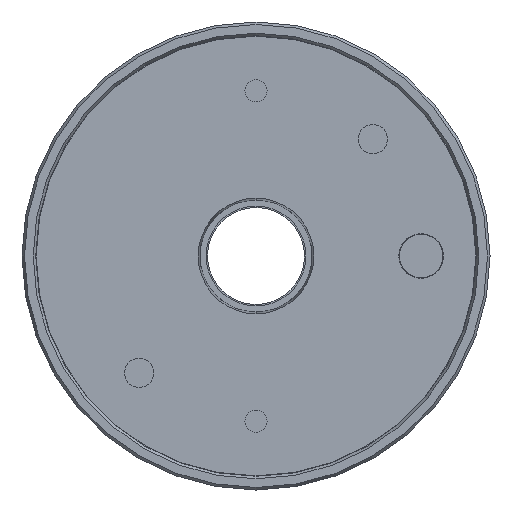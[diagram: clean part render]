
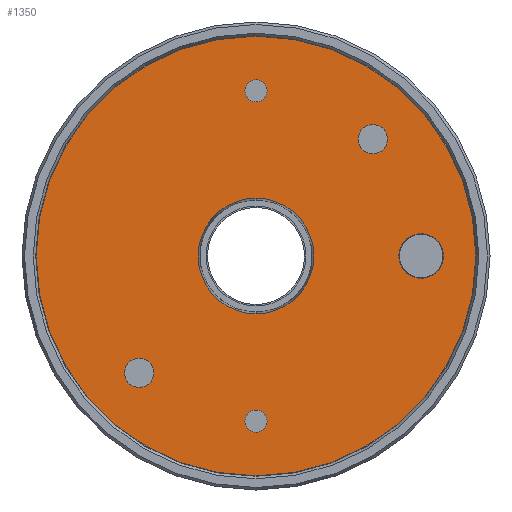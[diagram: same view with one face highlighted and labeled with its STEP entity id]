
A CAD part, front view. The second image highlights one B-rep face of the part: STEP entity #1350.
In plain terms, the highlighted planar face has unit normal (0, -1, 0).
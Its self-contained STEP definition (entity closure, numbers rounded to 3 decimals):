
#69 = FACE_BOUND ( 'NONE', #1578, .T. ) ;
#112 = AXIS2_PLACEMENT_3D ( 'NONE', #491, #299, #2012 ) ;
#161 = CARTESIAN_POINT ( 'NONE',  ( 0., 0., -38.1 ) ) ;
#162 = CARTESIAN_POINT ( 'NONE',  ( -26.941, 0., -30.314 ) ) ;
#184 = CARTESIAN_POINT ( 'NONE',  ( 38.1, 0., -5.144 ) ) ;
#218 = ORIENTED_EDGE ( 'NONE', *, *, #1593, .F. ) ;
#230 = FACE_BOUND ( 'NONE', #738, .T. ) ;
#275 = DIRECTION ( 'NONE',  ( 0., 0., 1. ) ) ;
#299 = DIRECTION ( 'NONE',  ( 0., -1., 0. ) ) ;
#335 = DIRECTION ( 'NONE',  ( 0., 0., -1. ) ) ;
#418 = EDGE_LOOP ( 'NONE', ( #1502 ) ) ;
#465 = CARTESIAN_POINT ( 'NONE',  ( 0., 0., 0. ) ) ;
#491 = CARTESIAN_POINT ( 'NONE',  ( 26.941, 0., 26.941 ) ) ;
#509 = CIRCLE ( 'NONE', #1055, 5.144 ) ;
#510 = CIRCLE ( 'NONE', #2051, 2.553 ) ;
#520 = CARTESIAN_POINT ( 'NONE',  ( 38.1, 0., 0. ) ) ;
#524 = EDGE_LOOP ( 'NONE', ( #834 ) ) ;
#535 = AXIS2_PLACEMENT_3D ( 'NONE', #944, #2425, #759 ) ;
#537 = CARTESIAN_POINT ( 'NONE',  ( 26.941, 0., 23.567 ) ) ;
#551 = VERTEX_POINT ( 'NONE', #162 ) ;
#587 = CARTESIAN_POINT ( 'NONE',  ( 0., 0., -13.335 ) ) ;
#630 = CIRCLE ( 'NONE', #706, 3.374 ) ;
#653 = CIRCLE ( 'NONE', #535, 50.698 ) ;
#706 = AXIS2_PLACEMENT_3D ( 'NONE', #2071, #762, #1494 ) ;
#731 = CARTESIAN_POINT ( 'NONE',  ( 0., 0., 0. ) ) ;
#738 = EDGE_LOOP ( 'NONE', ( #1909 ) ) ;
#739 = DIRECTION ( 'NONE',  ( 0., 0., -1. ) ) ;
#759 = DIRECTION ( 'NONE',  ( 0., 0., -1. ) ) ;
#762 = DIRECTION ( 'NONE',  ( 0., -1., 0. ) ) ;
#785 = AXIS2_PLACEMENT_3D ( 'NONE', #465, #1968, #275 ) ;
#795 = ORIENTED_EDGE ( 'NONE', *, *, #883, .F. ) ;
#805 = EDGE_LOOP ( 'NONE', ( #218 ) ) ;
#819 = FACE_BOUND ( 'NONE', #524, .T. ) ;
#834 = ORIENTED_EDGE ( 'NONE', *, *, #2218, .F. ) ;
#883 = EDGE_CURVE ( 'NONE', #1127, #1127, #509, .T. ) ;
#900 = DIRECTION ( 'NONE',  ( 0., -1., 0. ) ) ;
#944 = CARTESIAN_POINT ( 'NONE',  ( 0., 0., 0. ) ) ;
#958 = VERTEX_POINT ( 'NONE', #2140 ) ;
#978 = FACE_BOUND ( 'NONE', #1215, .T. ) ;
#999 = VERTEX_POINT ( 'NONE', #587 ) ;
#1055 = AXIS2_PLACEMENT_3D ( 'NONE', #520, #1854, #2055 ) ;
#1090 = DIRECTION ( 'NONE',  ( 0., -1., 0. ) ) ;
#1091 = CARTESIAN_POINT ( 'NONE',  ( 0., 0., -40.653 ) ) ;
#1127 = VERTEX_POINT ( 'NONE', #184 ) ;
#1159 = EDGE_CURVE ( 'NONE', #2429, #2429, #1765, .T. ) ;
#1175 = CIRCLE ( 'NONE', #1526, 2.553 ) ;
#1197 = FACE_BOUND ( 'NONE', #418, .T. ) ;
#1215 = EDGE_LOOP ( 'NONE', ( #1260 ) ) ;
#1255 = VERTEX_POINT ( 'NONE', #1091 ) ;
#1260 = ORIENTED_EDGE ( 'NONE', *, *, #1159, .F. ) ;
#1289 = CARTESIAN_POINT ( 'NONE',  ( 0., 0., 38.1 ) ) ;
#1350 = ADVANCED_FACE ( 'NONE', ( #978, #230, #1197, #1356, #69, #819, #1774 ), #2163, .F. ) ;
#1356 = FACE_BOUND ( 'NONE', #805, .T. ) ;
#1373 = AXIS2_PLACEMENT_3D ( 'NONE', #731, #2040, #335 ) ;
#1392 = EDGE_LOOP ( 'NONE', ( #2132 ) ) ;
#1494 = DIRECTION ( 'NONE',  ( 0., 0., -1. ) ) ;
#1502 = ORIENTED_EDGE ( 'NONE', *, *, #1747, .F. ) ;
#1526 = AXIS2_PLACEMENT_3D ( 'NONE', #1289, #1090, #1835 ) ;
#1553 = CARTESIAN_POINT ( 'NONE',  ( 0., 0., 35.547 ) ) ;
#1578 = EDGE_LOOP ( 'NONE', ( #795 ) ) ;
#1589 = EDGE_CURVE ( 'NONE', #551, #551, #630, .T. ) ;
#1593 = EDGE_CURVE ( 'NONE', #1255, #1255, #510, .T. ) ;
#1747 = EDGE_CURVE ( 'NONE', #2282, #2282, #1175, .T. ) ;
#1765 = CIRCLE ( 'NONE', #112, 3.374 ) ;
#1774 = FACE_OUTER_BOUND ( 'NONE', #1392, .T. ) ;
#1835 = DIRECTION ( 'NONE',  ( 0., 0., -1. ) ) ;
#1854 = DIRECTION ( 'NONE',  ( 0., -1., 0. ) ) ;
#1909 = ORIENTED_EDGE ( 'NONE', *, *, #1589, .F. ) ;
#1947 = EDGE_CURVE ( 'NONE', #958, #958, #653, .T. ) ;
#1968 = DIRECTION ( 'NONE',  ( 0., 1., 0. ) ) ;
#2012 = DIRECTION ( 'NONE',  ( 0., 0., -1. ) ) ;
#2040 = DIRECTION ( 'NONE',  ( 0., -1., 0. ) ) ;
#2051 = AXIS2_PLACEMENT_3D ( 'NONE', #161, #900, #739 ) ;
#2055 = DIRECTION ( 'NONE',  ( 0., 0., -1. ) ) ;
#2071 = CARTESIAN_POINT ( 'NONE',  ( -26.941, 0., -26.941 ) ) ;
#2132 = ORIENTED_EDGE ( 'NONE', *, *, #1947, .T. ) ;
#2140 = CARTESIAN_POINT ( 'NONE',  ( 0., 0., -50.698 ) ) ;
#2163 = PLANE ( 'NONE',  #785 ) ;
#2218 = EDGE_CURVE ( 'NONE', #999, #999, #2253, .T. ) ;
#2253 = CIRCLE ( 'NONE', #1373, 13.335 ) ;
#2282 = VERTEX_POINT ( 'NONE', #1553 ) ;
#2425 = DIRECTION ( 'NONE',  ( 0., -1., 0. ) ) ;
#2429 = VERTEX_POINT ( 'NONE', #537 ) ;
